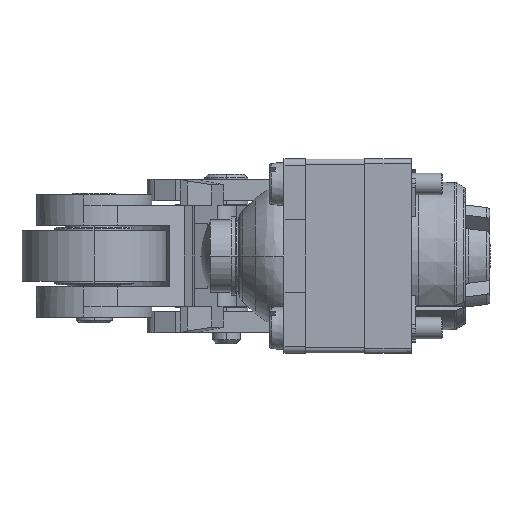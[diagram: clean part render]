
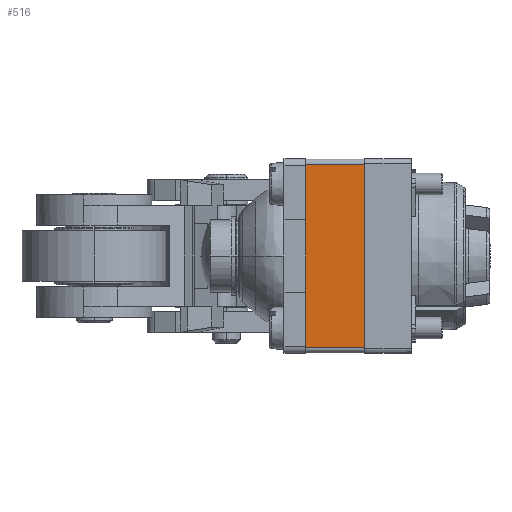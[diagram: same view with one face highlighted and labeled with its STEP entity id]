
A CAD part, left-side view. The second image highlights one B-rep face of the part: STEP entity #516.
In plain terms, the highlighted planar face has unit normal (-1, 0, 0).
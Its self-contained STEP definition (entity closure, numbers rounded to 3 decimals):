
#516=ADVANCED_FACE('',(#1766),#1767,.T.);
#1766=FACE_OUTER_BOUND('',#3810,.T.);
#1767=PLANE('',#3811);
#3810=EDGE_LOOP('',(#8037,#8038,#8039,#8040));
#3811=AXIS2_PLACEMENT_3D('',#8041,#8042,#8043);
#8037=ORIENTED_EDGE('',*,*,#12940,.F.);
#8038=ORIENTED_EDGE('',*,*,#13022,.T.);
#8039=ORIENTED_EDGE('',*,*,#12792,.T.);
#8040=ORIENTED_EDGE('',*,*,#13021,.F.);
#8041=CARTESIAN_POINT('',(-13.45,6.5,-13.45));
#8042=DIRECTION('',(-1.0,0.0,0.0));
#8043=DIRECTION('',(0.0,0.0,-1.0));
#12792=EDGE_CURVE('',#15515,#15516,#15517,.T.);
#12940=EDGE_CURVE('',#15767,#15769,#15770,.T.);
#13021=EDGE_CURVE('',#15769,#15516,#15881,.T.);
#13022=EDGE_CURVE('',#15767,#15515,#15882,.T.);
#15515=VERTEX_POINT('',#20279);
#15516=VERTEX_POINT('',#20280);
#15517=LINE('',#20281,#20282);
#15767=VERTEX_POINT('',#20660);
#15769=VERTEX_POINT('',#20662);
#15770=LINE('',#20663,#20664);
#15881=LINE('',#20823,#20824);
#15882=LINE('',#20825,#20826);
#20279=CARTESIAN_POINT('',(-13.45,6.5,-12.75));
#20280=CARTESIAN_POINT('',(-13.45,6.5,12.75));
#20281=CARTESIAN_POINT('',(-13.45,6.5,-12.75));
#20282=VECTOR('',#25251,25.5);
#20660=CARTESIAN_POINT('',(-13.45,14.7,-12.75));
#20662=CARTESIAN_POINT('',(-13.45,14.7,12.75));
#20663=CARTESIAN_POINT('',(-13.45,14.7,-12.75));
#20664=VECTOR('',#25541,25.5);
#20823=CARTESIAN_POINT('',(-13.45,14.7,12.75));
#20824=VECTOR('',#25686,8.2);
#20825=CARTESIAN_POINT('',(-13.45,14.7,-12.75));
#20826=VECTOR('',#25687,8.2);
#25251=DIRECTION('',(0.0,0.0,1.0));
#25541=DIRECTION('',(0.0,0.0,1.0));
#25686=DIRECTION('',(0.0,-1.0,0.0));
#25687=DIRECTION('',(0.0,-1.0,0.0));
